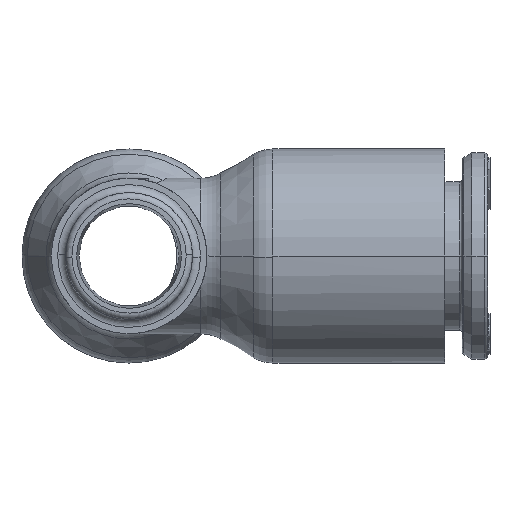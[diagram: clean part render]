
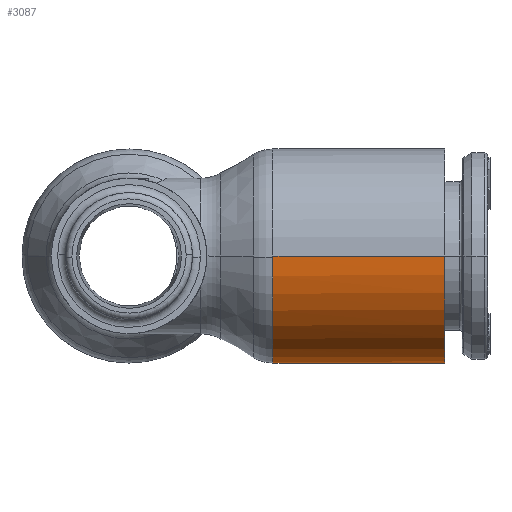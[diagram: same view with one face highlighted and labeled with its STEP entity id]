
A CAD part, front view. The second image highlights one B-rep face of the part: STEP entity #3087.
In plain terms, the highlighted cylindrical face has radius 6.75 mm (diameter 13.5 mm), a partial arc.
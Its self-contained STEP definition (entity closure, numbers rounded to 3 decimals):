
#3087=ADVANCED_FACE('',(#6666),#6667,.T.);
#6666=FACE_OUTER_BOUND('',#12613,.T.);
#6667=CYLINDRICAL_SURFACE('',#12614,6.75);
#12613=EDGE_LOOP('',(#23269,#23270,#23271,#23272,#23273));
#12614=AXIS2_PLACEMENT_3D('',#23274,#23275,#23276);
#23269=ORIENTED_EDGE('',*,*,#31415,.F.);
#23270=ORIENTED_EDGE('',*,*,#31416,.F.);
#23271=ORIENTED_EDGE('',*,*,#30730,.F.);
#23272=ORIENTED_EDGE('',*,*,#31417,.F.);
#23273=ORIENTED_EDGE('',*,*,#31418,.T.);
#23274=CARTESIAN_POINT('',(-0.995,0.0,0.0));
#23275=DIRECTION('',(-1.0,-0.0,0.0));
#23276=DIRECTION('',(0.0,-1.0,0.0));
#30730=EDGE_CURVE('',#37543,#37539,#37545,.T.);
#31415=EDGE_CURVE('',#38441,#38442,#38443,.T.);
#31416=EDGE_CURVE('',#37539,#38441,#38444,.T.);
#31417=EDGE_CURVE('',#38445,#37543,#38446,.T.);
#31418=EDGE_CURVE('',#38445,#38442,#38447,.T.);
#37539=VERTEX_POINT('',#48798);
#37543=VERTEX_POINT('',#48802);
#37545=CIRCLE('',#48804,6.75);
#38441=VERTEX_POINT('',#50672);
#38442=VERTEX_POINT('',#50673);
#38443=LINE('',#50674,#50675);
#38444=CIRCLE('',#50676,6.75);
#38445=VERTEX_POINT('',#50677);
#38446=LINE('',#50678,#50679);
#38447=CIRCLE('',#50680,6.75);
#48798=CARTESIAN_POINT('',(9.07,-6.749,-0.092));
#48802=CARTESIAN_POINT('',(9.07,6.75,0.0));
#48804=AXIS2_PLACEMENT_3D('',#55579,#55580,#55581);
#50672=CARTESIAN_POINT('',(9.07,-6.75,0.));
#50673=CARTESIAN_POINT('',(19.9,-6.75,0.0));
#50674=CARTESIAN_POINT('',(14.485,-6.75,0.));
#50675=VECTOR('',#56246,1.0);
#50676=AXIS2_PLACEMENT_3D('',#56247,#56248,#56249);
#50677=CARTESIAN_POINT('',(19.9,6.75,0.));
#50678=CARTESIAN_POINT('',(14.485,6.75,0.));
#50679=VECTOR('',#56250,1.0);
#50680=AXIS2_PLACEMENT_3D('',#56251,#56252,#56253);
#55579=CARTESIAN_POINT('',(9.07,0.0,0.0));
#55580=DIRECTION('',(-1.0,0.0,0.0));
#55581=DIRECTION('',(0.0,-1.0,0.0));
#56246=DIRECTION('',(1.0,-0.0,-0.0));
#56247=CARTESIAN_POINT('',(9.07,0.0,0.0));
#56248=DIRECTION('',(-1.0,0.0,0.0));
#56249=DIRECTION('',(0.0,-1.0,0.0));
#56250=DIRECTION('',(-1.0,-0.0,-0.0));
#56251=CARTESIAN_POINT('',(19.9,0.0,0.0));
#56252=DIRECTION('',(-1.0,0.0,0.0));
#56253=DIRECTION('',(0.0,1.0,0.0));
